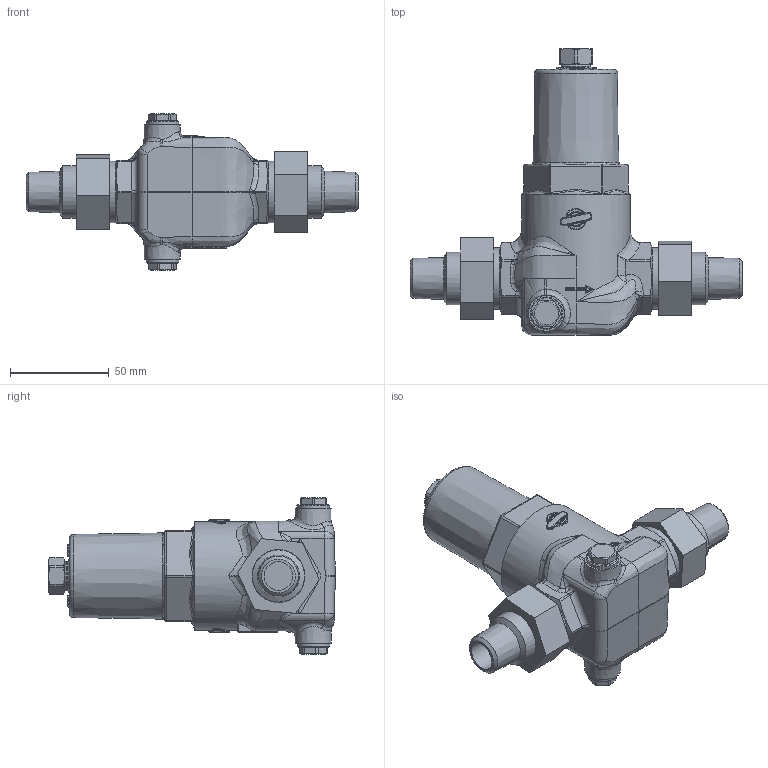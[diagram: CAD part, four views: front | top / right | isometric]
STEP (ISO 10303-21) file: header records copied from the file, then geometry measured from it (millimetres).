
FILE_DESCRIPTION(/* description */ (''),/* implementation_level */ '2;1');
FILE_NAME(/* name */ '070202-R0330.stp',/* time_stamp */ '2023-02-17T08:00:03+01:00',/* author */ ('gninka'),/* organization */ (''),/* preprocessor_version */ 'ST-DEVELOPER v19',/* originating_system */ 'Autodesk Inventor 2023',/* authorisation */ '');
FILE_SCHEMA (('AUTOMOTIVE_DESIGN { 1 0 10303 214 3 1 1 }'));
Length unit declared in the file: millimetre
Products named in the file (1): Bauteil1
Bounding box: 168 x 145.07 x 79 mm (x, y, z)
Volume: 364522.9 mm3; surface area: 45860.2 mm2
Topology: 1 solids, 3 shells, 868 faces, 2237 edges, 1381 vertices
Faces by surface type: bspline 415, plane 199, cylinder 140, cone 45, sphere 38, torus 31
Full cylindrical faces by diameter (mm): 2 x1, 5 x1, 10 x1, 10.2 x1, 14.5 x2, 15 x1, 16.5 x2, 26.5 x2, 26.8 x2, 29.5 x2, 31 x2, 55 x1
Entity records: 42479 total; most frequent: CARTESIAN_POINT 24654, ORIENTED_EDGE 4430, DIRECTION 2553, EDGE_CURVE 2215, VERTEX_POINT 1381, B_SPLINE_CURVE_WITH_KNOTS 1105, AXIS2_PLACEMENT_3D 1049, EDGE_LOOP 900
